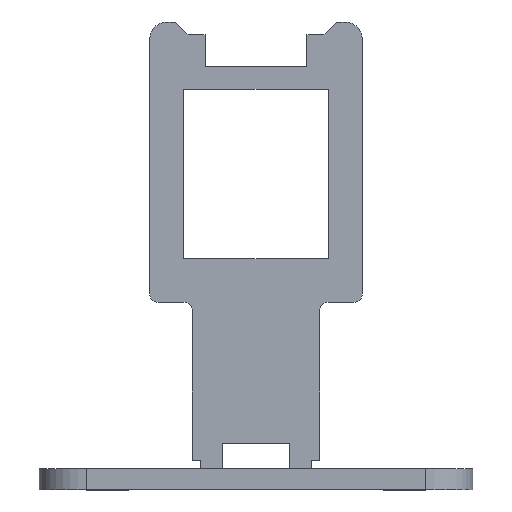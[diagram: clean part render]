
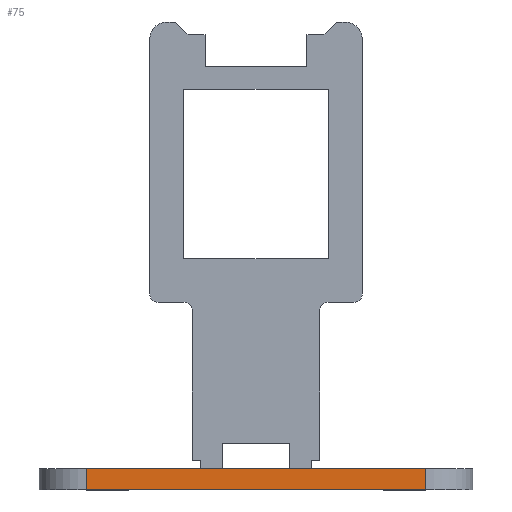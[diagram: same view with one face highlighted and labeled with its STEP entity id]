
A CAD part, top view. The second image highlights one B-rep face of the part: STEP entity #75.
In plain terms, the highlighted planar face has unit normal (0, 0, 1).
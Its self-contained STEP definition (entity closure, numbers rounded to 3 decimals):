
#75=ADVANCED_FACE('',(#183),#184,.T.);
#183=FACE_OUTER_BOUND('',#333,.T.);
#184=PLANE('',#334);
#333=EDGE_LOOP('',(#763,#764,#765,#766));
#334=AXIS2_PLACEMENT_3D('',#767,#768,#769);
#763=ORIENTED_EDGE('',*,*,#1234,.T.);
#764=ORIENTED_EDGE('',*,*,#1069,.F.);
#765=ORIENTED_EDGE('',*,*,#1219,.T.);
#766=ORIENTED_EDGE('',*,*,#1073,.T.);
#767=CARTESIAN_POINT('',(0.,0.,9.55));
#768=DIRECTION('',(0.,0.,1.0));
#769=DIRECTION('',(1.0,0.0,0.));
#1069=EDGE_CURVE('',#1286,#1288,#1289,.T.);
#1073=EDGE_CURVE('',#1296,#1294,#1297,.T.);
#1219=EDGE_CURVE('',#1286,#1296,#1560,.T.);
#1234=EDGE_CURVE('',#1294,#1288,#1587,.T.);
#1286=VERTEX_POINT('',#1647);
#1288=VERTEX_POINT('',#1649);
#1289=LINE('',#1650,#1651);
#1294=VERTEX_POINT('',#1657);
#1296=VERTEX_POINT('',#1659);
#1297=LINE('',#1660,#1661);
#1560=LINE('',#2030,#2031);
#1587=LINE('',#2064,#2065);
#1647=CARTESIAN_POINT('',(-20.0,0.,9.55));
#1649=CARTESIAN_POINT('',(-20.0,2.5,9.55));
#1650=CARTESIAN_POINT('',(-20.0,0.,9.55));
#1651=VECTOR('',#2169,1.0);
#1657=CARTESIAN_POINT('',(20.0,2.5,9.55));
#1659=CARTESIAN_POINT('',(20.0,0.,9.55));
#1660=CARTESIAN_POINT('',(20.0,0.,9.55));
#1661=VECTOR('',#2177,1.0);
#2030=CARTESIAN_POINT('',(-20.0,0.,9.55));
#2031=VECTOR('',#2401,1.0);
#2064=CARTESIAN_POINT('',(-20.0,2.5,9.55));
#2065=VECTOR('',#2432,1.0);
#2169=DIRECTION('',(0.,1.0,0.));
#2177=DIRECTION('',(0.,1.0,0.));
#2401=DIRECTION('',(1.0,0.0,0.));
#2432=DIRECTION('',(-1.0,0.0,0.));
